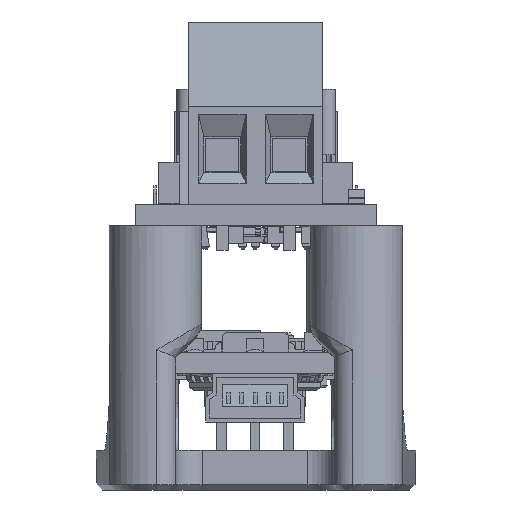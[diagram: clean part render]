
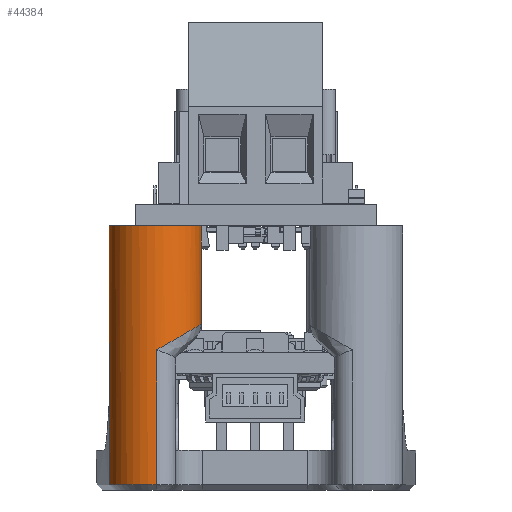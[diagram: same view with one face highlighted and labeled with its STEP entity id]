
A CAD part, left-side view. The second image highlights one B-rep face of the part: STEP entity #44384.
In plain terms, the highlighted cylindrical face has radius 3.5 mm (diameter 7 mm), a full revolution.
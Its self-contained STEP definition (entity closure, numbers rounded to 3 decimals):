
#167=B_SPLINE_CURVE_WITH_KNOTS('',3,(#74880,#74881,#74882,#74883,#74884,
#74885),.UNSPECIFIED.,.F.,.F.,(4,1,1,4),(0.,0.503,
0.838,1.173),.UNSPECIFIED.);
#273=ELLIPSE('',#48095,4.031,3.5);
#1574=CYLINDRICAL_SURFACE('',#48093,3.5);
#2315=CIRCLE('',#48013,3.5);
#2316=CIRCLE('',#48014,3.5);
#2352=CIRCLE('',#48094,3.5);
#4722=FACE_OUTER_BOUND('',#7354,.T.);
#7354=EDGE_LOOP('',(#38699,#38700,#38701,#38702,#38703,#38704,#38705,#38706,
#38707,#38708));
#12326=LINE('',#74939,#17278);
#12328=LINE('',#74957,#17280);
#12329=LINE('',#74959,#17281);
#12330=LINE('',#74961,#17282);
#17278=VECTOR('',#59593,10.);
#17280=VECTOR('',#59599,3.5);
#17281=VECTOR('',#59600,10.);
#17282=VECTOR('',#59603,10.);
#21039=VERTEX_POINT('',#74152);
#21041=VERTEX_POINT('',#74158);
#21042=VERTEX_POINT('',#74160);
#21140=VERTEX_POINT('',#74861);
#21141=VERTEX_POINT('',#74869);
#21143=VERTEX_POINT('',#74938);
#21145=VERTEX_POINT('',#74955);
#21146=VERTEX_POINT('',#74958);
#26884=EDGE_CURVE('',#21041,#21042,#2315,.T.);
#26885=EDGE_CURVE('',#21042,#21039,#2316,.T.);
#27031=EDGE_CURVE('',#21141,#21140,#167,.T.);
#27034=EDGE_CURVE('',#21140,#21143,#12326,.T.);
#27037=EDGE_CURVE('',#21145,#21145,#2352,.T.);
#27038=EDGE_CURVE('',#21145,#21042,#12328,.T.);
#27039=EDGE_CURVE('',#21146,#21041,#12329,.T.);
#27040=EDGE_CURVE('',#21143,#21146,#273,.T.);
#27041=EDGE_CURVE('',#21039,#21141,#12330,.T.);
#38699=ORIENTED_EDGE('',*,*,#27037,.F.);
#38700=ORIENTED_EDGE('',*,*,#27038,.T.);
#38701=ORIENTED_EDGE('',*,*,#26884,.F.);
#38702=ORIENTED_EDGE('',*,*,#27039,.F.);
#38703=ORIENTED_EDGE('',*,*,#27040,.F.);
#38704=ORIENTED_EDGE('',*,*,#27034,.F.);
#38705=ORIENTED_EDGE('',*,*,#27031,.F.);
#38706=ORIENTED_EDGE('',*,*,#27041,.F.);
#38707=ORIENTED_EDGE('',*,*,#26885,.F.);
#38708=ORIENTED_EDGE('',*,*,#27038,.F.);
#44384=ADVANCED_FACE('',(#4722),#1574,.T.);
#48013=AXIS2_PLACEMENT_3D('',#74161,#59360,#59361);
#48014=AXIS2_PLACEMENT_3D('',#74162,#59362,#59363);
#48093=AXIS2_PLACEMENT_3D('',#74954,#59595,#59596);
#48094=AXIS2_PLACEMENT_3D('',#74956,#59597,#59598);
#48095=AXIS2_PLACEMENT_3D('',#74960,#59601,#59602);
#59360=DIRECTION('center_axis',(0.,0.,-1.));
#59361=DIRECTION('ref_axis',(-1.,0.,0.));
#59362=DIRECTION('center_axis',(0.,0.,-1.));
#59363=DIRECTION('ref_axis',(-1.,0.,0.));
#59593=DIRECTION('',(0.,0.,1.));
#59595=DIRECTION('center_axis',(0.,0.,1.));
#59596=DIRECTION('ref_axis',(1.,0.,0.));
#59597=DIRECTION('center_axis',(0.,0.,1.));
#59598=DIRECTION('ref_axis',(1.,0.,0.));
#59599=DIRECTION('',(0.,0.,-1.));
#59600=DIRECTION('',(0.,0.,-1.));
#59601=DIRECTION('center_axis',(0.,-0.496,-0.868));
#59602=DIRECTION('ref_axis',(0.,-0.868,0.496));
#59603=DIRECTION('',(0.,0.,1.));
#74152=CARTESIAN_POINT('',(71.136,-88.202,-19.6));
#74158=CARTESIAN_POINT('',(67.876,-91.799,-19.6));
#74160=CARTESIAN_POINT('',(67.874,-91.694,-19.6));
#74161=CARTESIAN_POINT('Origin',(71.374,-91.694,-19.6));
#74162=CARTESIAN_POINT('Origin',(71.374,-91.694,-19.6));
#74861=CARTESIAN_POINT('',(74.872,-91.799,-13.464));
#74869=CARTESIAN_POINT('',(71.136,-88.202,-13.464));
#74880=CARTESIAN_POINT('Ctrl Pts',(71.136,-88.202,-13.464));
#74881=CARTESIAN_POINT('Ctrl Pts',(71.97,-88.145,-13.464));
#74882=CARTESIAN_POINT('Ctrl Pts',(73.385,-88.571,-13.464));
#74883=CARTESIAN_POINT('Ctrl Pts',(74.652,-90.125,-13.464));
#74884=CARTESIAN_POINT('Ctrl Pts',(74.889,-91.243,-13.464));
#74885=CARTESIAN_POINT('Ctrl Pts',(74.872,-91.799,-13.464));
#74938=CARTESIAN_POINT('',(74.872,-91.799,-9.379));
#74939=CARTESIAN_POINT('',(74.872,-91.799,-20.));
#74954=CARTESIAN_POINT('Origin',(71.374,-91.694,-20.));
#74955=CARTESIAN_POINT('',(67.874,-91.694,0.));
#74956=CARTESIAN_POINT('Origin',(71.374,-91.694,0.));
#74957=CARTESIAN_POINT('',(67.874,-91.694,-20.));
#74958=CARTESIAN_POINT('',(67.876,-91.799,-9.379));
#74959=CARTESIAN_POINT('',(67.876,-91.799,-20.));
#74960=CARTESIAN_POINT('Origin',(71.374,-91.694,-9.439));
#74961=CARTESIAN_POINT('',(71.136,-88.202,-20.));
